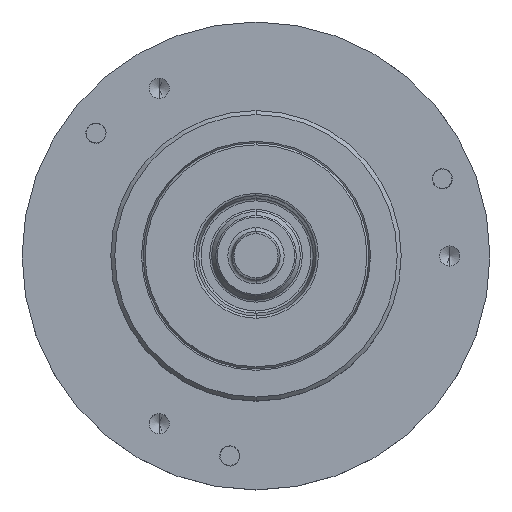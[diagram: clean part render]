
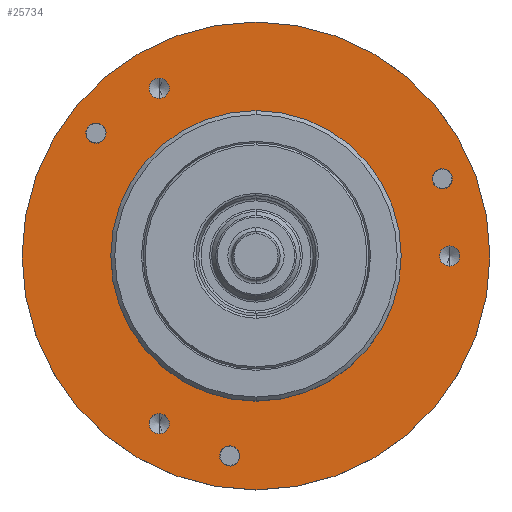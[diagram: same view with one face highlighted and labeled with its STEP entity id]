
A CAD part, top view. The second image highlights one B-rep face of the part: STEP entity #25734.
In plain terms, the highlighted planar face has unit normal (0, 0, 1).
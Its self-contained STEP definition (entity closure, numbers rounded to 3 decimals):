
#4014=CARTESIAN_POINT('',(0.,0.,17.));
#4015=DIRECTION('',(0.,0.,1.));
#4016=DIRECTION('',(1.,0.,0.));
#4017=AXIS2_PLACEMENT_3D('',#4014,#4015,#4016);
#4019=CARTESIAN_POINT('',(0.,0.,17.));
#4020=DIRECTION('',(0.,0.,1.));
#4021=DIRECTION('',(-1.,0.,0.));
#4022=AXIS2_PLACEMENT_3D('',#4019,#4020,#4021);
#4024=CARTESIAN_POINT('',(-19.834,15.219,17.));
#4025=DIRECTION('',(0.,0.,-1.));
#4026=DIRECTION('',(-0.793,0.609,0.));
#4027=AXIS2_PLACEMENT_3D('',#4024,#4025,#4026);
#4029=CARTESIAN_POINT('',(-19.834,15.219,17.));
#4030=DIRECTION('',(0.,0.,-1.));
#4031=DIRECTION('',(0.793,-0.609,0.));
#4032=AXIS2_PLACEMENT_3D('',#4029,#4030,#4031);
#4034=CARTESIAN_POINT('',(-3.263,-24.786,17.));
#4035=DIRECTION('',(0.,0.,-1.));
#4036=DIRECTION('',(-0.131,-0.991,0.));
#4037=AXIS2_PLACEMENT_3D('',#4034,#4035,#4036);
#4039=CARTESIAN_POINT('',(-3.263,-24.786,17.));
#4040=DIRECTION('',(0.,0.,-1.));
#4041=DIRECTION('',(0.131,0.991,0.));
#4042=AXIS2_PLACEMENT_3D('',#4039,#4040,#4041);
#4044=CARTESIAN_POINT('',(23.097,9.567,17.));
#4045=DIRECTION('',(0.,0.,-1.));
#4046=DIRECTION('',(0.924,0.383,0.));
#4047=AXIS2_PLACEMENT_3D('',#4044,#4045,#4046);
#4049=CARTESIAN_POINT('',(23.097,9.567,17.));
#4050=DIRECTION('',(0.,0.,-1.));
#4051=DIRECTION('',(-0.924,-0.383,0.));
#4052=AXIS2_PLACEMENT_3D('',#4049,#4050,#4051);
#4054=CARTESIAN_POINT('',(-12.,-20.785,17.));
#4055=DIRECTION('',(0.,0.,1.));
#4056=DIRECTION('',(0.,-1.,0.));
#4057=AXIS2_PLACEMENT_3D('',#4054,#4055,#4056);
#4059=CARTESIAN_POINT('',(-12.,-20.785,17.));
#4060=DIRECTION('',(0.,0.,1.));
#4061=DIRECTION('',(0.,1.,0.));
#4062=AXIS2_PLACEMENT_3D('',#4059,#4060,#4061);
#4064=CARTESIAN_POINT('',(-12.,20.785,17.));
#4065=DIRECTION('',(0.,0.,1.));
#4066=DIRECTION('',(0.,-1.,0.));
#4067=AXIS2_PLACEMENT_3D('',#4064,#4065,#4066);
#4069=CARTESIAN_POINT('',(-12.,20.785,17.));
#4070=DIRECTION('',(0.,0.,1.));
#4071=DIRECTION('',(0.,1.,0.));
#4072=AXIS2_PLACEMENT_3D('',#4069,#4070,#4071);
#4074=CARTESIAN_POINT('',(24.,0.,17.));
#4075=DIRECTION('',(0.,0.,1.));
#4076=DIRECTION('',(0.,-1.,0.));
#4077=AXIS2_PLACEMENT_3D('',#4074,#4075,#4076);
#4079=CARTESIAN_POINT('',(24.,0.,17.));
#4080=DIRECTION('',(0.,0.,1.));
#4081=DIRECTION('',(0.,1.,0.));
#4082=AXIS2_PLACEMENT_3D('',#4079,#4080,#4081);
#4092=CARTESIAN_POINT('',(0.,0.,17.));
#4093=DIRECTION('',(0.,0.,1.));
#4094=DIRECTION('',(0.,1.,0.));
#4095=AXIS2_PLACEMENT_3D('',#4092,#4093,#4094);
#4129=CARTESIAN_POINT('',(0.,0.,17.));
#4130=DIRECTION('',(0.,0.,-1.));
#4131=DIRECTION('',(0.,1.,0.));
#4132=AXIS2_PLACEMENT_3D('',#4129,#4130,#4131);
#20902=CARTESIAN_POINT('',(0.,18.,17.));
#20903=CARTESIAN_POINT('',(0.,-18.,17.));
#20904=VERTEX_POINT('',#20902);
#20905=VERTEX_POINT('',#20903);
#20906=CARTESIAN_POINT('',(29.,0.,17.));
#20907=CARTESIAN_POINT('',(-29.,0.,17.));
#20908=VERTEX_POINT('',#20906);
#20909=VERTEX_POINT('',#20907);
#20910=CARTESIAN_POINT('',(-20.826,15.98,17.));
#20911=CARTESIAN_POINT('',(-18.842,14.458,17.));
#20912=VERTEX_POINT('',#20910);
#20913=VERTEX_POINT('',#20911);
#20914=CARTESIAN_POINT('',(-3.426,-26.025,17.));
#20915=CARTESIAN_POINT('',(-3.1,-23.547,17.));
#20916=VERTEX_POINT('',#20914);
#20917=VERTEX_POINT('',#20915);
#20918=CARTESIAN_POINT('',(24.252,10.045,17.));
#20919=CARTESIAN_POINT('',(21.942,9.089,17.));
#20920=VERTEX_POINT('',#20918);
#20921=VERTEX_POINT('',#20919);
#20928=CARTESIAN_POINT('',(-12.,-22.035,17.));
#20929=CARTESIAN_POINT('',(-12.,-19.535,17.));
#20930=VERTEX_POINT('',#20928);
#20931=VERTEX_POINT('',#20929);
#20938=CARTESIAN_POINT('',(-12.,19.535,17.));
#20939=CARTESIAN_POINT('',(-12.,22.035,17.));
#20940=VERTEX_POINT('',#20938);
#20941=VERTEX_POINT('',#20939);
#20948=CARTESIAN_POINT('',(24.,-1.25,17.));
#20949=CARTESIAN_POINT('',(24.,1.25,17.));
#20950=VERTEX_POINT('',#20948);
#20951=VERTEX_POINT('',#20949);
#25682=CARTESIAN_POINT('',(0.,0.,17.));
#25683=DIRECTION('',(0.,0.,-1.));
#25684=DIRECTION('',(0.,1.,0.));
#25685=AXIS2_PLACEMENT_3D('',#25682,#25683,#25684);
#25686=PLANE('',#25685);
#25687=ORIENTED_EDGE('',*,*,#25672,.F.);
#25689=ORIENTED_EDGE('',*,*,#25688,.F.);
#25690=EDGE_LOOP('',(#25687,#25689));
#25691=FACE_OUTER_BOUND('',#25690,.F.);
#25693=ORIENTED_EDGE('',*,*,#25692,.T.);
#25695=ORIENTED_EDGE('',*,*,#25694,.F.);
#25696=EDGE_LOOP('',(#25693,#25695));
#25697=FACE_BOUND('',#25696,.F.);
#25699=ORIENTED_EDGE('',*,*,#25698,.F.);
#25701=ORIENTED_EDGE('',*,*,#25700,.F.);
#25702=EDGE_LOOP('',(#25699,#25701));
#25703=FACE_BOUND('',#25702,.F.);
#25705=ORIENTED_EDGE('',*,*,#25704,.F.);
#25707=ORIENTED_EDGE('',*,*,#25706,.F.);
#25708=EDGE_LOOP('',(#25705,#25707));
#25709=FACE_BOUND('',#25708,.F.);
#25711=ORIENTED_EDGE('',*,*,#25710,.F.);
#25713=ORIENTED_EDGE('',*,*,#25712,.F.);
#25714=EDGE_LOOP('',(#25711,#25713));
#25715=FACE_BOUND('',#25714,.F.);
#25717=ORIENTED_EDGE('',*,*,#25716,.T.);
#25719=ORIENTED_EDGE('',*,*,#25718,.T.);
#25720=EDGE_LOOP('',(#25717,#25719));
#25721=FACE_BOUND('',#25720,.F.);
#25723=ORIENTED_EDGE('',*,*,#25722,.T.);
#25725=ORIENTED_EDGE('',*,*,#25724,.T.);
#25726=EDGE_LOOP('',(#25723,#25725));
#25727=FACE_BOUND('',#25726,.F.);
#25729=ORIENTED_EDGE('',*,*,#25728,.T.);
#25731=ORIENTED_EDGE('',*,*,#25730,.T.);
#25732=EDGE_LOOP('',(#25729,#25731));
#25733=FACE_BOUND('',#25732,.F.);
#4018=CIRCLE('',#4017,29.);
#4023=CIRCLE('',#4022,29.);
#4028=CIRCLE('',#4027,1.25);
#4033=CIRCLE('',#4032,1.25);
#4038=CIRCLE('',#4037,1.25);
#4043=CIRCLE('',#4042,1.25);
#4048=CIRCLE('',#4047,1.25);
#4053=CIRCLE('',#4052,1.25);
#4058=CIRCLE('',#4057,1.25);
#4063=CIRCLE('',#4062,1.25);
#4068=CIRCLE('',#4067,1.25);
#4073=CIRCLE('',#4072,1.25);
#4078=CIRCLE('',#4077,1.25);
#4083=CIRCLE('',#4082,1.25);
#4096=CIRCLE('',#4095,18.);
#4133=CIRCLE('',#4132,18.);
#25672=EDGE_CURVE('',#20908,#20909,#4018,.T.);
#25688=EDGE_CURVE('',#20909,#20908,#4023,.T.);
#25692=EDGE_CURVE('',#20904,#20905,#4096,.T.);
#25694=EDGE_CURVE('',#20904,#20905,#4133,.T.);
#25698=EDGE_CURVE('',#20912,#20913,#4028,.T.);
#25700=EDGE_CURVE('',#20913,#20912,#4033,.T.);
#25704=EDGE_CURVE('',#20916,#20917,#4038,.T.);
#25706=EDGE_CURVE('',#20917,#20916,#4043,.T.);
#25710=EDGE_CURVE('',#20920,#20921,#4048,.T.);
#25712=EDGE_CURVE('',#20921,#20920,#4053,.T.);
#25716=EDGE_CURVE('',#20930,#20931,#4058,.T.);
#25718=EDGE_CURVE('',#20931,#20930,#4063,.T.);
#25722=EDGE_CURVE('',#20940,#20941,#4068,.T.);
#25724=EDGE_CURVE('',#20941,#20940,#4073,.T.);
#25728=EDGE_CURVE('',#20950,#20951,#4078,.T.);
#25730=EDGE_CURVE('',#20951,#20950,#4083,.T.);
#25734=ADVANCED_FACE('',(#25691,#25697,#25703,#25709,#25715,#25721,#25727,
#25733),#25686,.F.);
